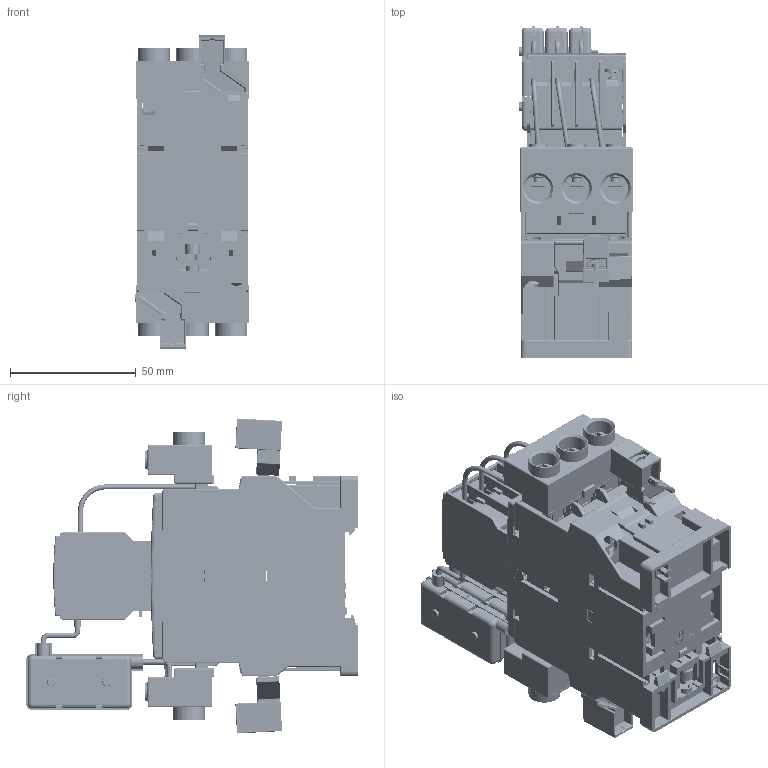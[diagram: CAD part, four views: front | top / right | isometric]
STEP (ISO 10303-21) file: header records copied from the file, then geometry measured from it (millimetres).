
FILE_DESCRIPTION (( 'STEP AP203' ), '1' );
FILE_NAME ('RADE KONCAR Capacitor contactors CNNK 25 N & CNNK 30 N.STEP', '2021-12-03T14:46:02', ( '' ), ( '' ), 'SwSTEP 2.0', 'SolidWorks 2011', '' );
FILE_SCHEMA (( 'CONFIG_CONTROL_DESIGN' ));
Products named in the file (1): RADE KONCAR Capacitor contactors CNNK 25 N & CNNK 30 N
Bounding box: 45.42 x 132.26 x 125.46 mm (x, y, z)
Volume: 114998.9 mm3; surface area: 167370.4 mm2
Topology: 61 solids, 67 shells, 9073 faces, 25941 edges, 16649 vertices
Faces by surface type: plane 5810, cylinder 2115, bspline 934, cone 88, torus 86, sphere 40
Entity records: 333925 total; most frequent: CARTESIAN_POINT 103841, ORIENTED_EDGE 51488, DIRECTION 43480, EDGE_CURVE 25744, VECTOR 18394, LINE 18394, VERTEX_POINT 16645, AXIS2_PLACEMENT_3D 12543
